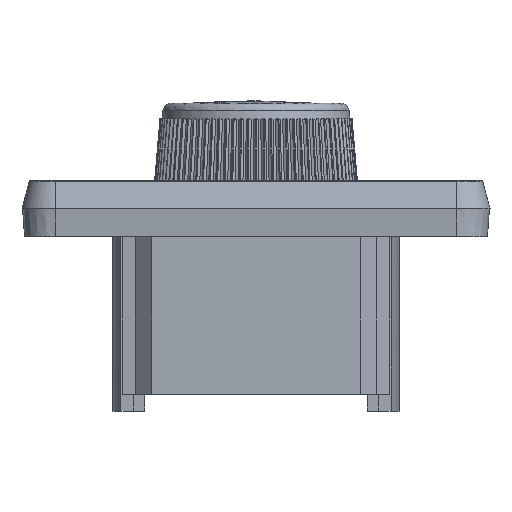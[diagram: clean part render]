
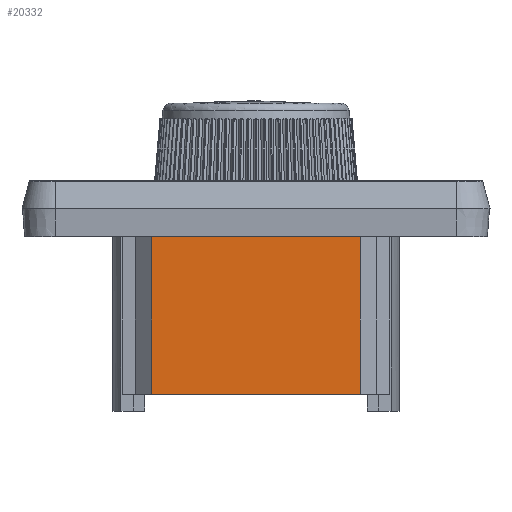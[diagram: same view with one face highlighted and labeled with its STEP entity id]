
A CAD part, front view. The second image highlights one B-rep face of the part: STEP entity #20332.
In plain terms, the highlighted planar face has unit normal (0, -1, 0).
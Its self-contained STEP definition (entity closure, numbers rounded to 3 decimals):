
#865 = DIRECTION ( 'NONE',  ( 0., 0., -1. ) ) ;
#1693 = CARTESIAN_POINT ( 'NONE',  ( -18.667, -21.8, -28.35 ) ) ;
#1748 = CARTESIAN_POINT ( 'NONE',  ( 18.667, -21.8, -18.9 ) ) ;
#3450 = CARTESIAN_POINT ( 'NONE',  ( 6.222, -21.8, -28.35 ) ) ;
#3572 = CARTESIAN_POINT ( 'NONE',  ( 18.667, -21.8, -28.35 ) ) ;
#3627 = CARTESIAN_POINT ( 'NONE',  ( 18.667, -21.8, -28.35 ) ) ;
#4659 = CARTESIAN_POINT ( 'NONE',  ( -18.667, -21.8, 0. ) ) ;
#4818 = CARTESIAN_POINT ( 'NONE',  ( 18.667, -21.8, 0. ) ) ;
#5185 = CARTESIAN_POINT ( 'NONE',  ( -18.667, -21.8, -28.35 ) ) ;
#5756 = CARTESIAN_POINT ( 'NONE',  ( -18.667, -21.8, 0. ) ) ;
#5872 = CARTESIAN_POINT ( 'NONE',  ( 18.667, -21.8, 0. ) ) ;
#6792 = FACE_OUTER_BOUND ( 'NONE', #17319, .T. ) ;
#6943 = CARTESIAN_POINT ( 'NONE',  ( -18.667, -21.8, -18.9 ) ) ;
#7019 = PLANE ( 'NONE',  #8519 ) ;
#7300 = CARTESIAN_POINT ( 'NONE',  ( -18.667, -21.8, 0. ) ) ;
#7679 = ORIENTED_EDGE ( 'NONE', *, *, #13721, .F. ) ;
#7956 = B_SPLINE_CURVE_WITH_KNOTS ( 'NONE', 3,
 ( #5185, #6943, #10556, #7300 ),
 .UNSPECIFIED., .F., .F.,
 ( 4, 4 ),
 ( 0., 1. ),
 .UNSPECIFIED. ) ;
#8015 = VERTEX_POINT ( 'NONE', #21554 ) ;
#8519 = AXIS2_PLACEMENT_3D ( 'NONE', #4818, #11502, #865 ) ;
#8529 = CARTESIAN_POINT ( 'NONE',  ( 18.667, -21.8, 0. ) ) ;
#8629 = VERTEX_POINT ( 'NONE', #21225 ) ;
#10556 = CARTESIAN_POINT ( 'NONE',  ( -18.667, -21.8, -9.45 ) ) ;
#11245 = CARTESIAN_POINT ( 'NONE',  ( 6.222, -21.8, 0. ) ) ;
#11502 = DIRECTION ( 'NONE',  ( 0., -1., 0. ) ) ;
#12475 = B_SPLINE_CURVE_WITH_KNOTS ( 'NONE', 3,
 ( #1693, #14104, #3450, #3572 ),
 .UNSPECIFIED., .F., .F.,
 ( 4, 4 ),
 ( 0., 1. ),
 .UNSPECIFIED. ) ;
#12827 = EDGE_CURVE ( 'NONE', #16005, #8629, #12475, .T. ) ;
#13354 = ORIENTED_EDGE ( 'NONE', *, *, #20544, .T. ) ;
#13721 = EDGE_CURVE ( 'NONE', #16005, #15096, #7956, .T. ) ;
#14104 = CARTESIAN_POINT ( 'NONE',  ( -6.222, -21.8, -28.35 ) ) ;
#14301 = ORIENTED_EDGE ( 'NONE', *, *, #12827, .T. ) ;
#14441 = ORIENTED_EDGE ( 'NONE', *, *, #20254, .T. ) ;
#15096 = VERTEX_POINT ( 'NONE', #4659 ) ;
#15466 = B_SPLINE_CURVE_WITH_KNOTS ( 'NONE', 3,
 ( #5872, #11245, #19696, #5756 ),
 .UNSPECIFIED., .F., .F.,
 ( 4, 4 ),
 ( 0., 1. ),
 .UNSPECIFIED. ) ;
#16005 = VERTEX_POINT ( 'NONE', #18186 ) ;
#17319 = EDGE_LOOP ( 'NONE', ( #14301, #14441, #13354, #7679 ) ) ;
#17908 = CARTESIAN_POINT ( 'NONE',  ( 18.667, -21.8, -9.45 ) ) ;
#17955 = B_SPLINE_CURVE_WITH_KNOTS ( 'NONE', 3,
 ( #3627, #1748, #17908, #8529 ),
 .UNSPECIFIED., .F., .F.,
 ( 4, 4 ),
 ( 0., 1. ),
 .UNSPECIFIED. ) ;
#18186 = CARTESIAN_POINT ( 'NONE',  ( -18.667, -21.8, -28.35 ) ) ;
#19696 = CARTESIAN_POINT ( 'NONE',  ( -6.222, -21.8, 0. ) ) ;
#20254 = EDGE_CURVE ( 'NONE', #8629, #8015, #17955, .T. ) ;
#20332 = ADVANCED_FACE ( 'NONE', ( #6792 ), #7019, .T. ) ;
#20544 = EDGE_CURVE ( 'NONE', #8015, #15096, #15466, .T. ) ;
#21225 = CARTESIAN_POINT ( 'NONE',  ( 18.667, -21.8, -28.35 ) ) ;
#21554 = CARTESIAN_POINT ( 'NONE',  ( 18.667, -21.8, 0. ) ) ;
